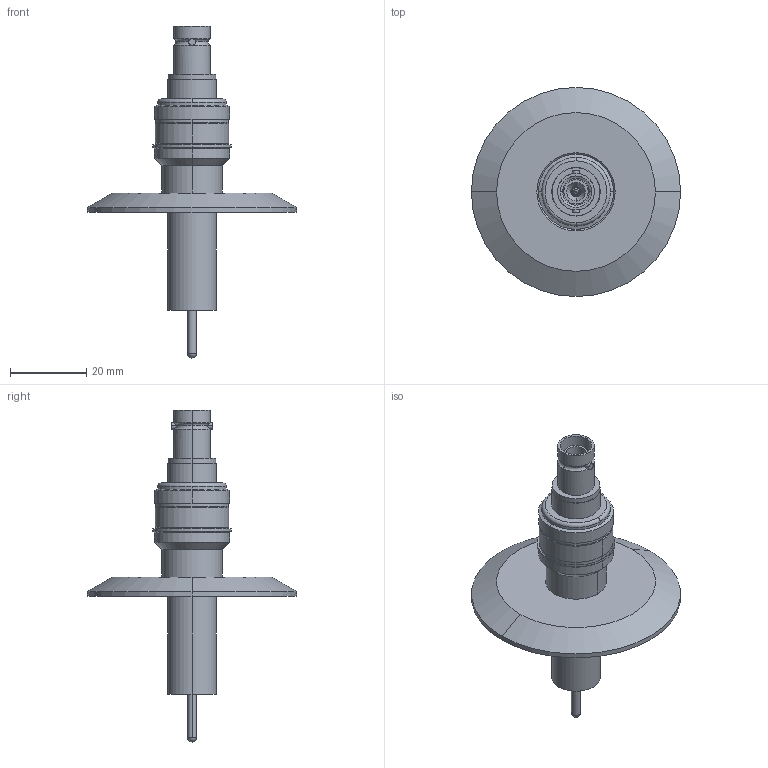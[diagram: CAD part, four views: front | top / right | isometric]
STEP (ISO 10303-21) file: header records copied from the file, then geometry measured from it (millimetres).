
FILE_DESCRIPTION (( 'STEP AP214' ), '1' );
FILE_NAME ('120XSF040-1.step', '2017-07-10T09:25:42', ( 'install' ), ( '' ), 'SwSTEP 2.0', 'SolidWorks 2015', '' );
FILE_SCHEMA (( 'AUTOMOTIVE_DESIGN' ));
Length unit declared in the file: inch
Products named in the file (1): 120XSF040-1
Bounding box: 54.86 x 54.86 x 87.12 mm (x, y, z)
Volume: 14909.3 mm3; surface area: 15798 mm2
Topology: 1 solids, 3 shells, 165 faces, 360 edges, 219 vertices
Faces by surface type: cylinder 84, cone 40, plane 26, torus 14, sphere 1
Entity records: 4632 total; most frequent: DIRECTION 890, CARTESIAN_POINT 836, ORIENTED_EDGE 714, AXIS2_PLACEMENT_3D 383, EDGE_CURVE 357, CIRCLE 217, VERTEX_POINT 217, EDGE_LOOP 188
